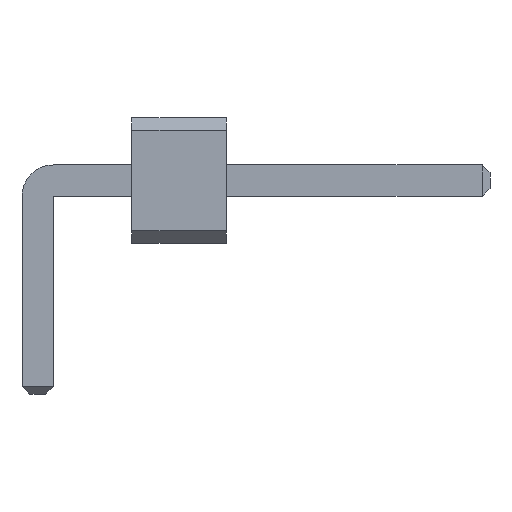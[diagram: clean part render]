
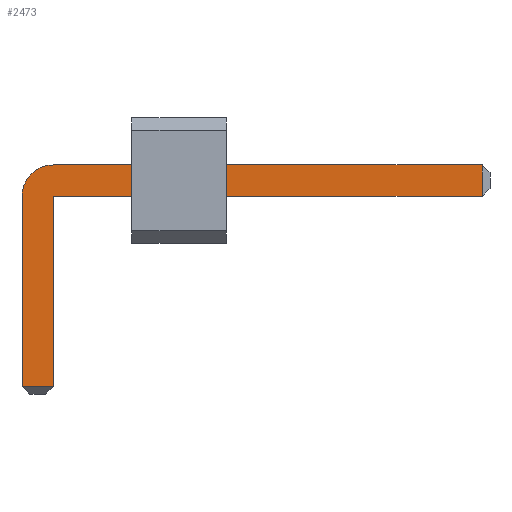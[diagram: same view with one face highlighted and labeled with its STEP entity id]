
A CAD part, front view. The second image highlights one B-rep face of the part: STEP entity #2473.
In plain terms, the highlighted planar face has unit normal (0, -1, 0).
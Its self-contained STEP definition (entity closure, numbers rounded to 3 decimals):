
#13=DIRECTION('',(0.,0.,1.));
#27=VECTOR('',#28,1.);
#28=DIRECTION('',(1.,0.,0.));
#1075=VECTOR('',#13,1.);
#1117=DIRECTION('',(0.,1.,0.));
#2287=VECTOR('',#2288,1.);
#2288=DIRECTION('',(0.,0.,-1.));
#2295=VECTOR('',#2296,1.);
#2296=DIRECTION('',(-1.,0.,0.));
#2317=DIRECTION('',(-0.,1.,0.));
#2327=VERTEX_POINT('',#2328);
#2328=CARTESIAN_POINT('',(0.25,-34.25,1.25));
#2330=ORIENTED_EDGE('',*,*,#2331,.T.);
#2331=EDGE_CURVE('',#2327,#2332,#2334,.T.);
#2332=VERTEX_POINT('',#2333);
#2333=CARTESIAN_POINT('',(7.075,-34.25,1.25));
#2334=LINE('',#2335,#27);
#2335=CARTESIAN_POINT('',(-0.25,-34.25,1.25));
#2371=EDGE_CURVE('',#2372,#2327,#2374,.T.);
#2372=VERTEX_POINT('',#2373);
#2373=CARTESIAN_POINT('',(-0.25,-34.25,0.75));
#2374=CIRCLE('',#2375,0.5);
#2375=AXIS2_PLACEMENT_3D('',#2376,#2317,#2288);
#2376=CARTESIAN_POINT('',(0.25,-34.25,0.75));
#2388=VERTEX_POINT('',#2389);
#2389=CARTESIAN_POINT('',(7.075,-34.25,0.75));
#2391=ORIENTED_EDGE('',*,*,#2392,.T.);
#2392=EDGE_CURVE('',#2388,#2393,#2394,.T.);
#2393=VERTEX_POINT('',#2376);
#2394=LINE('',#2395,#2295);
#2395=CARTESIAN_POINT('',(7.2,-34.25,0.75));
#2407=VERTEX_POINT('',#2408);
#2408=CARTESIAN_POINT('',(-0.25,-34.25,-2.275));
#2410=ORIENTED_EDGE('',*,*,#2411,.T.);
#2411=EDGE_CURVE('',#2407,#2372,#2412,.T.);
#2412=LINE('',#2413,#1075);
#2413=CARTESIAN_POINT('',(-0.25,-34.25,-2.4));
#2421=ORIENTED_EDGE('',*,*,#2422,.T.);
#2422=EDGE_CURVE('',#2393,#2423,#2425,.T.);
#2423=VERTEX_POINT('',#2424);
#2424=CARTESIAN_POINT('',(0.25,-34.25,-2.275));
#2425=LINE('',#2376,#2287);
#2473=ADVANCED_FACE('',(#2474),#2483,.F.);
#2474=FACE_BOUND('',#2475,.F.);
#2475=EDGE_LOOP('',(#2330,#2476,#2391,#2421,#2479,#2410,#2482));
#2476=ORIENTED_EDGE('',*,*,#2477,.T.);
#2477=EDGE_CURVE('',#2332,#2388,#2478,.T.);
#2478=LINE('',#2333,#2287);
#2479=ORIENTED_EDGE('',*,*,#2480,.T.);
#2480=EDGE_CURVE('',#2423,#2407,#2481,.T.);
#2481=LINE('',#2424,#2295);
#2482=ORIENTED_EDGE('',*,*,#2371,.T.);
#2483=PLANE('',#2484);
#2484=AXIS2_PLACEMENT_3D('',#2485,#1117,#13);
#2485=CARTESIAN_POINT('',(2.489,-34.25,0.411));
